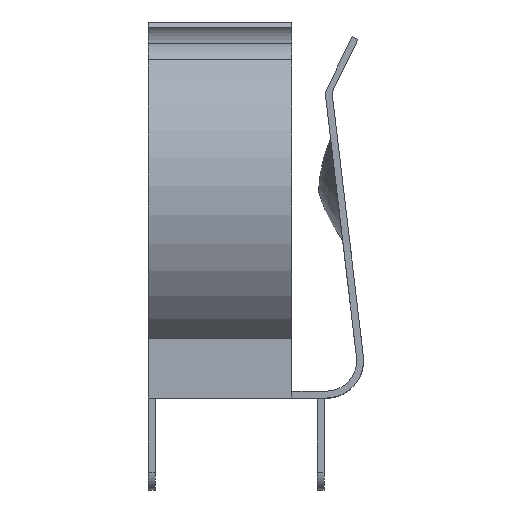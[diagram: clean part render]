
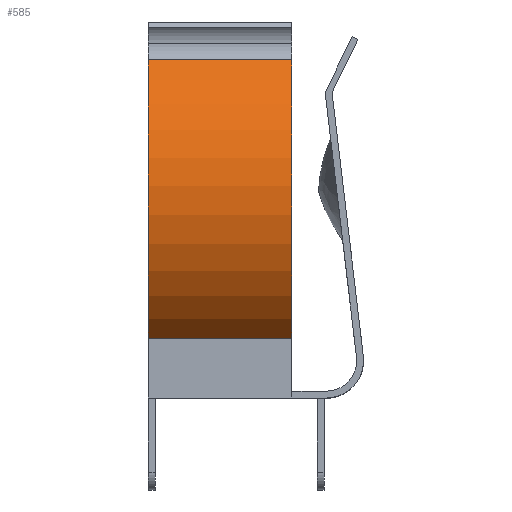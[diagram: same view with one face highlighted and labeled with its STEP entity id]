
A CAD part, top view. The second image highlights one B-rep face of the part: STEP entity #585.
In plain terms, the highlighted cylindrical face has radius 7.899 mm (diameter 15.799 mm), a partial arc.
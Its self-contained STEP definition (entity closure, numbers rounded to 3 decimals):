
#44 = VERTEX_POINT ( 'NONE', #1789 ) ;
#152 = AXIS2_PLACEMENT_3D ( 'NONE', #350, #1548, #1298 ) ;
#155 = AXIS2_PLACEMENT_3D ( 'NONE', #1268, #1980, #1726 ) ;
#181 = EDGE_CURVE ( 'NONE', #940, #1491, #1177, .T. ) ;
#350 = CARTESIAN_POINT ( 'NONE',  ( 0., 0., 0. ) ) ;
#450 = VERTEX_POINT ( 'NONE', #1617 ) ;
#550 = ORIENTED_EDGE ( 'NONE', *, *, #1725, .T. ) ;
#582 = ORIENTED_EDGE ( 'NONE', *, *, #181, .T. ) ;
#585 = ADVANCED_FACE ( 'NONE', ( #981 ), #1680, .T. ) ;
#695 = VECTOR ( 'NONE', #1606, 1000. ) ;
#896 = AXIS2_PLACEMENT_3D ( 'NONE', #2697, #1203, #2647 ) ;
#920 = VECTOR ( 'NONE', #1614, 1000. ) ;
#940 = VERTEX_POINT ( 'NONE', #1192 ) ;
#956 = EDGE_CURVE ( 'NONE', #1491, #44, #2047, .T. ) ;
#981 = FACE_OUTER_BOUND ( 'NONE', #1368, .T. ) ;
#1106 = CARTESIAN_POINT ( 'NONE',  ( -6.35, 6.014, 5.122 ) ) ;
#1177 = LINE ( 'NONE', #2846, #695 ) ;
#1192 = CARTESIAN_POINT ( 'NONE',  ( -6.35, -6.302, 4.763 ) ) ;
#1203 = DIRECTION ( 'NONE',  ( 1., 0., 0. ) ) ;
#1268 = CARTESIAN_POINT ( 'NONE',  ( -6.35, 0., 0. ) ) ;
#1298 = DIRECTION ( 'NONE',  ( 0., 0., -1. ) ) ;
#1368 = EDGE_LOOP ( 'NONE', ( #2577, #582, #1432, #550 ) ) ;
#1381 = EDGE_CURVE ( 'NONE', #450, #940, #2102, .T. ) ;
#1432 = ORIENTED_EDGE ( 'NONE', *, *, #956, .T. ) ;
#1491 = VERTEX_POINT ( 'NONE', #2089 ) ;
#1548 = DIRECTION ( 'NONE',  ( -1., 0., 0. ) ) ;
#1606 = DIRECTION ( 'NONE',  ( 1., 0., 0. ) ) ;
#1614 = DIRECTION ( 'NONE',  ( -1., 0., 0. ) ) ;
#1617 = CARTESIAN_POINT ( 'NONE',  ( -6.35, 6.014, 5.122 ) ) ;
#1680 = CYLINDRICAL_SURFACE ( 'NONE', #896, 7.899 ) ;
#1725 = EDGE_CURVE ( 'NONE', #44, #450, #3082, .T. ) ;
#1726 = DIRECTION ( 'NONE',  ( 0., 0., -1. ) ) ;
#1789 = CARTESIAN_POINT ( 'NONE',  ( 0., 6.014, 5.122 ) ) ;
#1980 = DIRECTION ( 'NONE',  ( 1., 0., 0. ) ) ;
#2047 = CIRCLE ( 'NONE', #152, 7.899 ) ;
#2089 = CARTESIAN_POINT ( 'NONE',  ( 0., -6.302, 4.763 ) ) ;
#2102 = CIRCLE ( 'NONE', #155, 7.899 ) ;
#2577 = ORIENTED_EDGE ( 'NONE', *, *, #1381, .T. ) ;
#2647 = DIRECTION ( 'NONE',  ( 0., 0., -1. ) ) ;
#2697 = CARTESIAN_POINT ( 'NONE',  ( -6.35, 0., 0. ) ) ;
#2846 = CARTESIAN_POINT ( 'NONE',  ( -6.35, -6.302, 4.763 ) ) ;
#3082 = LINE ( 'NONE', #1106, #920 ) ;
